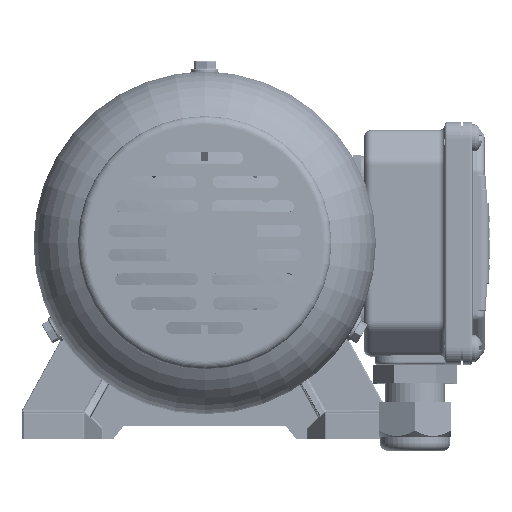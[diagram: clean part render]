
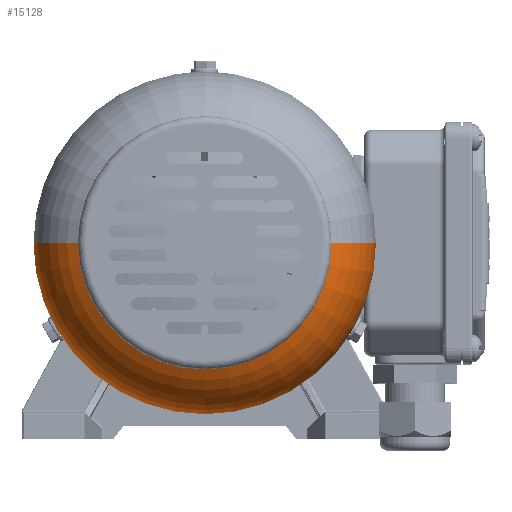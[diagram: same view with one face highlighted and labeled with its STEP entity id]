
A CAD part, top view. The second image highlights one B-rep face of the part: STEP entity #15128.
In plain terms, the highlighted toroidal (fillet/blend) face has major radius 33.5 mm and minor radius 30 mm.
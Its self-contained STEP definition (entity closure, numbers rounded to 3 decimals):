
#1677 = AXIS2_PLACEMENT_3D ( 'NONE', #160498, #160460, #160509 ) ;
#2390 = AXIS2_PLACEMENT_3D ( 'NONE', #147554, #147558, #147561 ) ;
#2400 = AXIS2_PLACEMENT_3D ( 'NONE', #147602, #147605, #147609 ) ;
#2513 = AXIS2_PLACEMENT_3D ( 'NONE', #45878, #45880, #45881 ) ;
#2610 = AXIS2_PLACEMENT_3D ( 'NONE', #46349, #46350, #46351 ) ;
#6360 = FACE_OUTER_BOUND ( 'NONE', #137104, .T. ) ;
#6380 = TOROIDAL_SURFACE ( 'NONE', #1677, 33.5, 30. ) ;
#7983 = CIRCLE ( 'NONE', #2390, 30. ) ;
#7987 = CIRCLE ( 'NONE', #2400, 30. ) ;
#8141 = CIRCLE ( 'NONE', #2513, 63.5 ) ;
#8259 = CIRCLE ( 'NONE', #2610, 47. ) ;
#15128 = ADVANCED_FACE ( 'NONE', ( #6360 ), #6380, .T. ) ;
#15870 = EDGE_CURVE ( 'NONE', #147338, #18825, #7983, .T. ) ;
#15874 = EDGE_CURVE ( 'NONE', #18716, #17529, #7987, .T. ) ;
#15974 = EDGE_CURVE ( 'NONE', #18716, #147338, #8141, .T. ) ;
#16054 = EDGE_CURVE ( 'NONE', #18825, #17529, #8259, .T. ) ;
#17529 = VERTEX_POINT ( 'NONE', #62208 ) ;
#18716 = VERTEX_POINT ( 'NONE', #108655 ) ;
#18825 = VERTEX_POINT ( 'NONE', #109212 ) ;
#26587 = CARTESIAN_POINT ( 'NONE',  ( -38.554, -52.663, 176.75 ) ) ;
#45878 = CARTESIAN_POINT ( 'NONE',  ( 24.946, -52.663, 176.75 ) ) ;
#45880 = DIRECTION ( 'NONE',  ( 0., 0., -1. ) ) ;
#45881 = DIRECTION ( 'NONE',  ( 1., 0., 0. ) ) ;
#46349 = CARTESIAN_POINT ( 'NONE',  ( 24.946, -52.663, 203.541 ) ) ;
#46350 = DIRECTION ( 'NONE',  ( 0., 0., 1. ) ) ;
#46351 = DIRECTION ( 'NONE',  ( -1., 0., 0. ) ) ;
#57801 = ORIENTED_EDGE ( 'NONE', *, *, #15870, .F. ) ;
#57804 = ORIENTED_EDGE ( 'NONE', *, *, #15974, .F. ) ;
#57806 = ORIENTED_EDGE ( 'NONE', *, *, #15874, .T. ) ;
#57809 = ORIENTED_EDGE ( 'NONE', *, *, #16054, .F. ) ;
#62208 = CARTESIAN_POINT ( 'NONE',  ( 71.946, -52.663, 203.541 ) ) ;
#108655 = CARTESIAN_POINT ( 'NONE',  ( 88.446, -52.663, 176.75 ) ) ;
#109212 = CARTESIAN_POINT ( 'NONE',  ( -22.054, -52.663, 203.541 ) ) ;
#137104 = EDGE_LOOP ( 'NONE', ( #57801, #57804, #57806, #57809 ) ) ;
#147338 = VERTEX_POINT ( 'NONE', #26587 ) ;
#147554 = CARTESIAN_POINT ( 'NONE',  ( -8.554, -52.663, 176.75 ) ) ;
#147558 = DIRECTION ( 'NONE',  ( 0., 1., 0. ) ) ;
#147561 = DIRECTION ( 'NONE',  ( -1., 0., 0. ) ) ;
#147602 = CARTESIAN_POINT ( 'NONE',  ( 58.446, -52.663, 176.75 ) ) ;
#147605 = DIRECTION ( 'NONE',  ( 0., -1., 0. ) ) ;
#147609 = DIRECTION ( 'NONE',  ( 0., 0., -1. ) ) ;
#160460 = DIRECTION ( 'NONE',  ( 0., 0., 1. ) ) ;
#160498 = CARTESIAN_POINT ( 'NONE',  ( 24.946, -52.663, 176.75 ) ) ;
#160509 = DIRECTION ( 'NONE',  ( 1., 0., 0. ) ) ;
